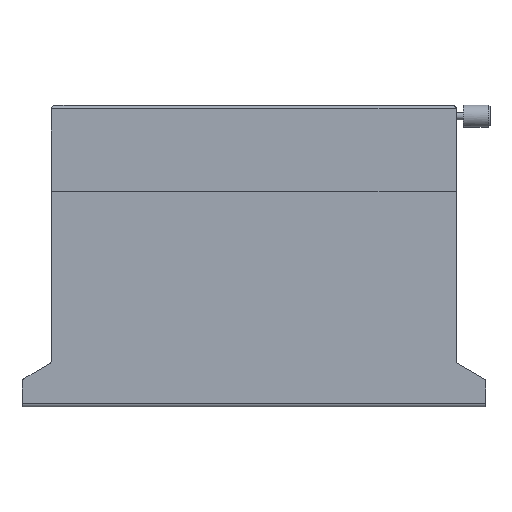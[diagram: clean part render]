
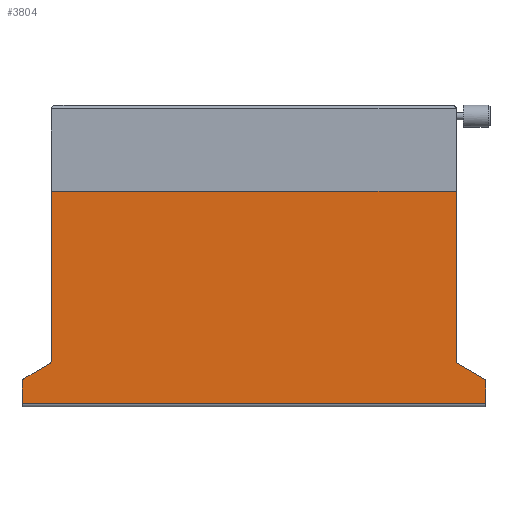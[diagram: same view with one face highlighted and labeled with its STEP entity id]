
A CAD part, left-side view. The second image highlights one B-rep face of the part: STEP entity #3804.
In plain terms, the highlighted planar face has unit normal (-1, 0, 0).
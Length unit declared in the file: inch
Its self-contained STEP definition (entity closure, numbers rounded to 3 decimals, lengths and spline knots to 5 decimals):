
#383 = VECTOR ( 'NONE', #8611, 39.37008 ) ;
#466 = VECTOR ( 'NONE', #20973, 39.37008 ) ;
#3239 = CARTESIAN_POINT ( 'NONE',  ( -2.38, -3.435, 1.1 ) ) ;
#3804 = ADVANCED_FACE ( 'NONE', ( #16264 ), #10400, .F. ) ;
#3822 = EDGE_CURVE ( 'NONE', #21446, #30179, #6151, .T. ) ;
#3880 = CARTESIAN_POINT ( 'NONE',  ( -2.38, 3.935, -2.13332 ) ) ;
#4107 = VERTEX_POINT ( 'NONE', #3880 ) ;
#4214 = EDGE_CURVE ( 'NONE', #19700, #14522, #19704, .T. ) ;
#4718 = EDGE_CURVE ( 'NONE', #14522, #9538, #6922, .T. ) ;
#4772 = CARTESIAN_POINT ( 'NONE',  ( -2.38, -3.435, -2.56 ) ) ;
#6151 = LINE ( 'NONE', #30095, #12724 ) ;
#6922 = LINE ( 'NONE', #28197, #383 ) ;
#7494 = DIRECTION ( 'NONE',  ( 0., 0.866, 0.5 ) ) ;
#7692 = DIRECTION ( 'NONE',  ( 1., 0., 0. ) ) ;
#7894 = LINE ( 'NONE', #12540, #466 ) ;
#8447 = DIRECTION ( 'NONE',  ( 0., 0., -1. ) ) ;
#8611 = DIRECTION ( 'NONE',  ( 0., 0.866, -0.5 ) ) ;
#9380 = DIRECTION ( 'NONE',  ( 1., 0., 0. ) ) ;
#9538 = VERTEX_POINT ( 'NONE', #19842 ) ;
#10084 = VERTEX_POINT ( 'NONE', #35385 ) ;
#10160 = LINE ( 'NONE', #27082, #24156 ) ;
#10331 = ORIENTED_EDGE ( 'NONE', *, *, #29498, .T. ) ;
#10400 = PLANE ( 'NONE',  #32843 ) ;
#11737 = CARTESIAN_POINT ( 'NONE',  ( -2.38, -3.935, -2.56 ) ) ;
#12070 = LINE ( 'NONE', #4772, #33516 ) ;
#12155 = VERTEX_POINT ( 'NONE', #19196 ) ;
#12540 = CARTESIAN_POINT ( 'NONE',  ( -2.38, 3.935, -2.5 ) ) ;
#12724 = VECTOR ( 'NONE', #16157, 39.37008 ) ;
#13232 = AXIS2_PLACEMENT_3D ( 'NONE', #16514, #36068, #19313 ) ;
#13508 = CIRCLE ( 'NONE', #13232, 0.06 ) ;
#14522 = VERTEX_POINT ( 'NONE', #24638 ) ;
#14545 = DIRECTION ( 'NONE',  ( 0., 0., 1. ) ) ;
#15081 = ORIENTED_EDGE ( 'NONE', *, *, #18963, .T. ) ;
#15395 = DIRECTION ( 'NONE',  ( 0., 0., 1. ) ) ;
#15695 = CARTESIAN_POINT ( 'NONE',  ( -2.38, 3.435, -1.77536 ) ) ;
#15866 = EDGE_CURVE ( 'NONE', #12155, #21348, #7894, .T. ) ;
#16157 = DIRECTION ( 'NONE',  ( 0., -1., 0. ) ) ;
#16223 = ORIENTED_EDGE ( 'NONE', *, *, #20716, .T. ) ;
#16264 = FACE_OUTER_BOUND ( 'NONE', #36152, .T. ) ;
#16514 = CARTESIAN_POINT ( 'NONE',  ( -2.38, 3.875, -2.13332 ) ) ;
#17411 = ORIENTED_EDGE ( 'NONE', *, *, #32478, .F. ) ;
#18015 = ORIENTED_EDGE ( 'NONE', *, *, #4214, .T. ) ;
#18648 = CARTESIAN_POINT ( 'NONE',  ( -2.38, -3.435, -1.81 ) ) ;
#18963 = EDGE_CURVE ( 'NONE', #21446, #19700, #26013, .T. ) ;
#19196 = CARTESIAN_POINT ( 'NONE',  ( -2.38, 3.935, -2.5 ) ) ;
#19313 = DIRECTION ( 'NONE',  ( 0., 0., -1. ) ) ;
#19330 = CARTESIAN_POINT ( 'NONE',  ( -2.38, 3.435, -2.56 ) ) ;
#19591 = VECTOR ( 'NONE', #15395, 39.37008 ) ;
#19700 = VERTEX_POINT ( 'NONE', #15695 ) ;
#19704 = CIRCLE ( 'NONE', #20205, 0.06 ) ;
#19842 = CARTESIAN_POINT ( 'NONE',  ( -2.38, 3.905, -2.08135 ) ) ;
#20205 = AXIS2_PLACEMENT_3D ( 'NONE', #26122, #9380, #28949 ) ;
#20716 = EDGE_CURVE ( 'NONE', #9538, #4107, #13508, .T. ) ;
#20941 = ORIENTED_EDGE ( 'NONE', *, *, #34956, .T. ) ;
#20973 = DIRECTION ( 'NONE',  ( 0., -1., 0. ) ) ;
#21005 = ORIENTED_EDGE ( 'NONE', *, *, #4718, .T. ) ;
#21348 = VERTEX_POINT ( 'NONE', #25246 ) ;
#21446 = VERTEX_POINT ( 'NONE', #30879 ) ;
#23663 = ORIENTED_EDGE ( 'NONE', *, *, #3822, .F. ) ;
#23715 = CARTESIAN_POINT ( 'NONE',  ( -2.38, 3.935, -2.56 ) ) ;
#24156 = VECTOR ( 'NONE', #7494, 39.37008 ) ;
#24448 = CARTESIAN_POINT ( 'NONE',  ( -2.38, 3.935, -2.56 ) ) ;
#24638 = CARTESIAN_POINT ( 'NONE',  ( -2.38, 3.465, -1.82732 ) ) ;
#25246 = CARTESIAN_POINT ( 'NONE',  ( -2.38, -3.935, -2.5 ) ) ;
#26013 = LINE ( 'NONE', #19330, #33454 ) ;
#26122 = CARTESIAN_POINT ( 'NONE',  ( -2.38, 3.495, -1.77536 ) ) ;
#27082 = CARTESIAN_POINT ( 'NONE',  ( -2.38, 1.76774, 1.1938 ) ) ;
#27288 = DIRECTION ( 'NONE',  ( 0., 0., -1. ) ) ;
#27919 = LINE ( 'NONE', #23715, #19591 ) ;
#28022 = ORIENTED_EDGE ( 'NONE', *, *, #35571, .T. ) ;
#28197 = CARTESIAN_POINT ( 'NONE',  ( -2.38, 4.13476, -2.21401 ) ) ;
#28949 = DIRECTION ( 'NONE',  ( 0., 0., -1. ) ) ;
#29498 = EDGE_CURVE ( 'NONE', #33053, #30179, #12070, .T. ) ;
#30095 = CARTESIAN_POINT ( 'NONE',  ( -2.38, 3.935, 1.1 ) ) ;
#30179 = VERTEX_POINT ( 'NONE', #3239 ) ;
#30879 = CARTESIAN_POINT ( 'NONE',  ( -2.38, 3.435, 1.1 ) ) ;
#32478 = EDGE_CURVE ( 'NONE', #12155, #4107, #27919, .T. ) ;
#32566 = ORIENTED_EDGE ( 'NONE', *, *, #15866, .T. ) ;
#32689 = DIRECTION ( 'NONE',  ( 0., 0., 1. ) ) ;
#32843 = AXIS2_PLACEMENT_3D ( 'NONE', #24448, #7692, #27288 ) ;
#33053 = VERTEX_POINT ( 'NONE', #18648 ) ;
#33454 = VECTOR ( 'NONE', #8447, 39.37008 ) ;
#33516 = VECTOR ( 'NONE', #32689, 39.37008 ) ;
#33750 = VECTOR ( 'NONE', #14545, 39.37008 ) ;
#34612 = LINE ( 'NONE', #11737, #33750 ) ;
#34956 = EDGE_CURVE ( 'NONE', #21348, #10084, #34612, .T. ) ;
#35385 = CARTESIAN_POINT ( 'NONE',  ( -2.38, -3.935, -2.09868 ) ) ;
#35571 = EDGE_CURVE ( 'NONE', #10084, #33053, #10160, .T. ) ;
#36068 = DIRECTION ( 'NONE',  ( -1., 0., 0. ) ) ;
#36152 = EDGE_LOOP ( 'NONE', ( #21005, #16223, #17411, #32566, #20941, #28022, #10331, #23663, #15081, #18015 ) ) ;
